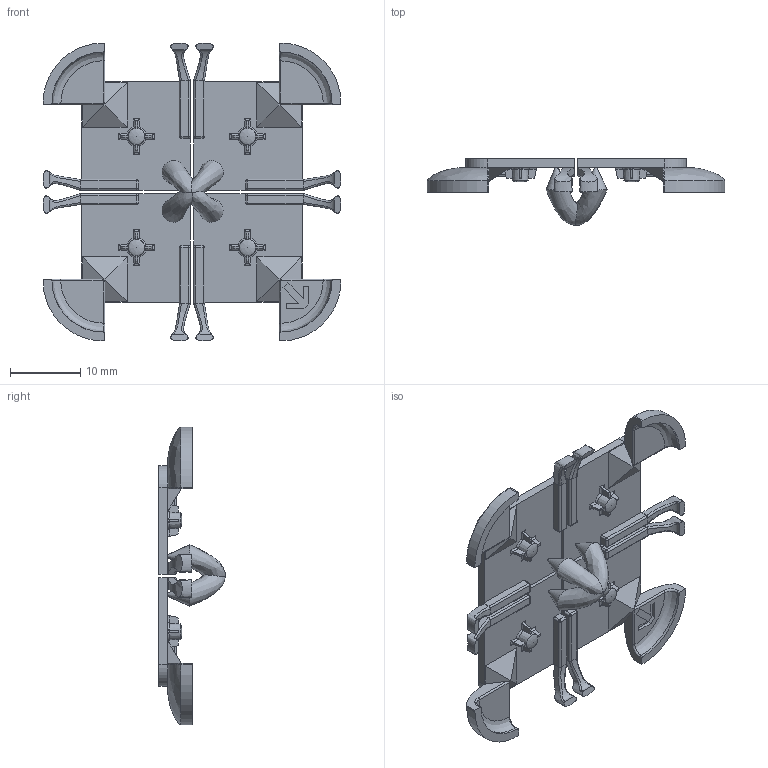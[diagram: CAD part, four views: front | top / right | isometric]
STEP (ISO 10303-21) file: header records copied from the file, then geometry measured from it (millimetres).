
FILE_DESCRIPTION(/* description */ (''),/* implementation_level */ '2;1');
FILE_NAME(/* name */ 'Remote Buttons.stp',/* time_stamp */ '2015-08-21T10:59:45-07:00',/* author */ ('Sam Clay'),/* organization */ (''),/* preprocessor_version */ 'ST-DEVELOPER v16.1',/* originating_system */ 'Autodesk Inventor 2016',/* authorisation */ '');
FILE_SCHEMA (('AUTOMOTIVE_DESIGN { 1 0 10303 214 3 1 1 }'));
Length unit declared in the file: inch
Products named in the file (1): Remote Buttons
Bounding box: 42.53 x 9.52 x 42.53 mm (x, y, z)
Volume: 2096.5 mm3; surface area: 4299.2 mm2
Topology: 17 solids, 17 shells, 554 faces, 1410 edges, 896 vertices
Faces by surface type: plane 267, cylinder 161, bspline 90, torus 16, sphere 16, cone 4
Entity records: 23130 total; most frequent: CARTESIAN_POINT 10163, ORIENTED_EDGE 2796, DIRECTION 2517, EDGE_CURVE 1398, VERTEX_POINT 892, AXIS2_PLACEMENT_3D 879, LINE 759, VECTOR 759
